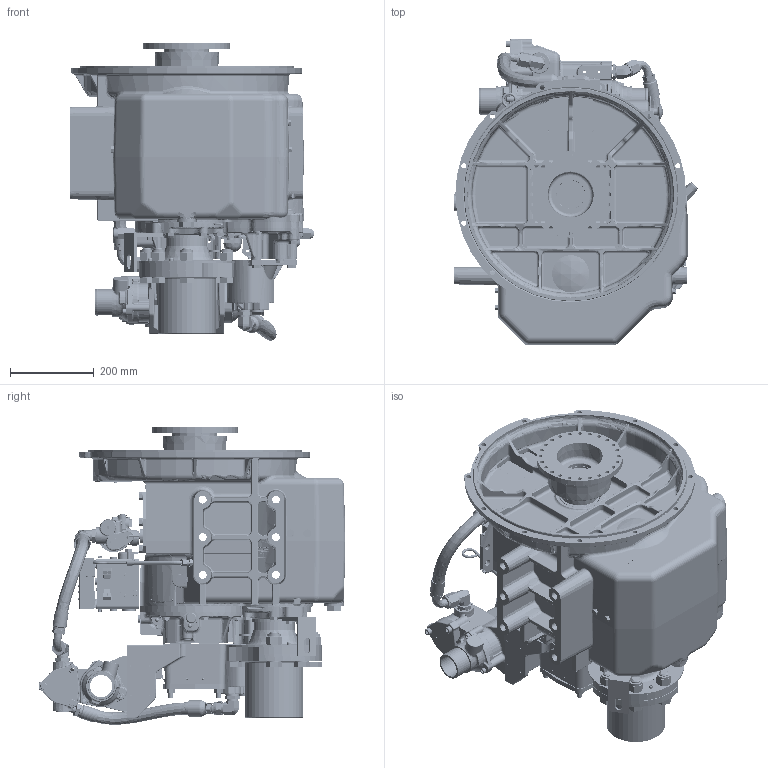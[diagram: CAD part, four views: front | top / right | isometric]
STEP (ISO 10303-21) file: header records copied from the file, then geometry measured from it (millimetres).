
FILE_DESCRIPTION (( 'STEP AP214' ), '1' );
FILE_NAME ('PX13252B.STEP', '2015-09-16T07:30:30', ( '' ), ( '' ), 'SwSTEP 2.0', 'SolidWorks 2010', '' );
FILE_SCHEMA (( 'AUTOMOTIVE_DESIGN' ));
Length unit declared in the file: millimetre
Products named in the file (1): PX13252B
Bounding box: 584 x 734.63 x 712.14 mm (x, y, z)
Surface area: 3698012.9 mm2 (no closed solid volume)
Topology: 0 solids, 683 shells, 7721 faces, 29207 edges, 21340 vertices
Faces by surface type: cylinder 2565, plane 2508, bspline 1358, torus 656, cone 525, sphere 109
Entity records: 487921 total; most frequent: CARTESIAN_POINT 171825, DIRECTION 46483, ORIENTED_EDGE 43969, EDGE_CURVE 29073, VERTEX_POINT 21324, AXIS2_PLACEMENT_3D 17336, LINE 11811, VECTOR 11811
